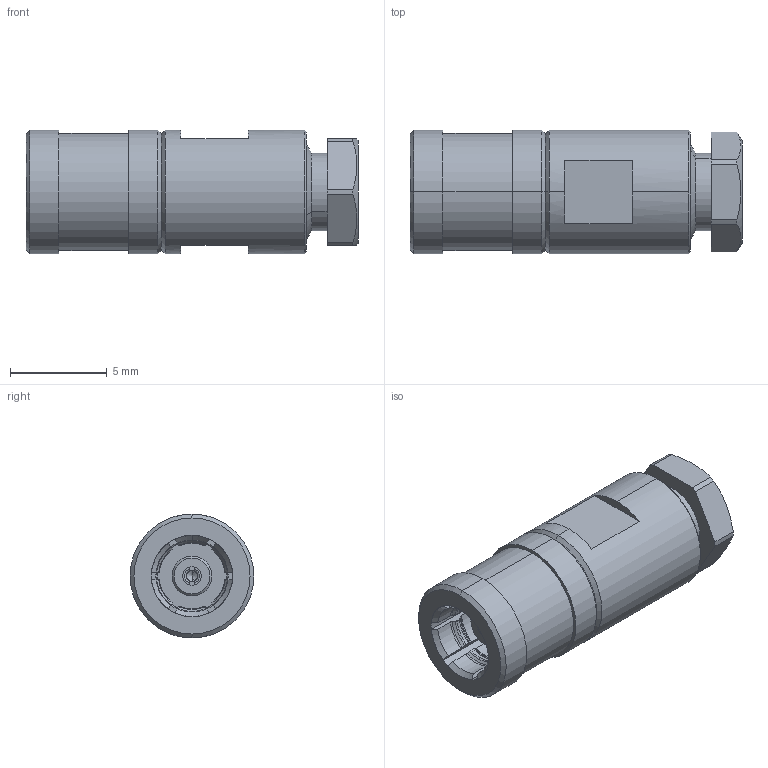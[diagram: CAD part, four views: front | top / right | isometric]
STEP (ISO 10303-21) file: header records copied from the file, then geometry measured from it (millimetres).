
FILE_DESCRIPTION (( 'STEP AP214' ), '1' );
FILE_NAME ('ÑÖÍÊ.434531.041ÑÁ_Ðîçåòêà+äëÿ ïîòðåáèòåëÿ.STEP', '2018-11-30T10:07:09', ( 'User' ), ( '' ), 'SwSTEP 2.0', 'SolidWorks 2016', '' );
FILE_SCHEMA (( 'AUTOMOTIVE_DESIGN' ));
Length unit declared in the file: millimetre
Products named in the file (1): ÑÖÍÊ.434531.041ÑÁ_Ðîçåòêà+äëÿ ïîòðåáèòåëÿ
Bounding box: 17.16 x 6.4 x 6.4 mm (x, y, z)
Volume: 433.7 mm3; surface area: 551 mm2
Topology: 1 solids, 1 shells, 160 faces, 427 edges, 275 vertices
Faces by surface type: plane 47, cylinder 42, cone 39, torus 32
Entity records: 7154 total; most frequent: CARTESIAN_POINT 1437, ORIENTED_EDGE 850, DIRECTION 831, EDGE_CURVE 425, AXIS2_PLACEMENT_3D 341, VERTEX_POINT 275, CIRCLE 180, EDGE_LOOP 168
